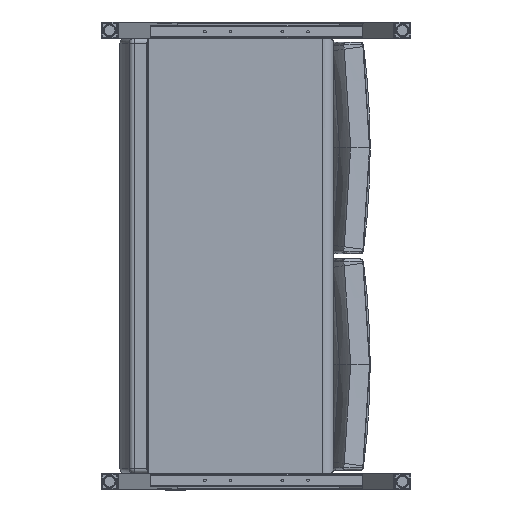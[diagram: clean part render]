
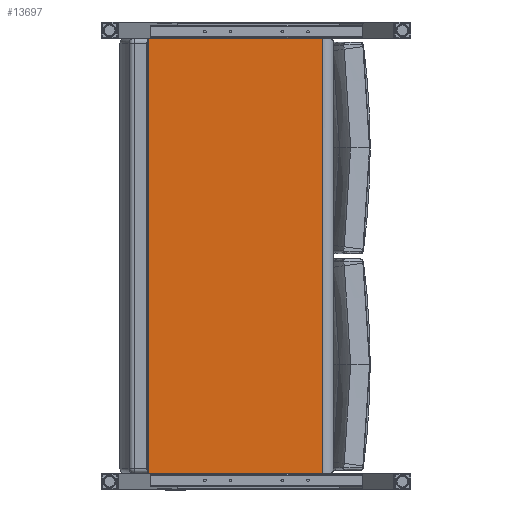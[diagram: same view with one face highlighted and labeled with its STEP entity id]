
A CAD part, front view. The second image highlights one B-rep face of the part: STEP entity #13697.
In plain terms, the highlighted face is planar.
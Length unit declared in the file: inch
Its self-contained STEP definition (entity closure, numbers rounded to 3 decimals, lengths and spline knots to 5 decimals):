
#819=PLANE('',#14808);
#1574=LINE('',#20050,#2353);
#1590=LINE('',#20184,#2369);
#1596=LINE('',#20271,#2375);
#1597=LINE('',#20273,#2376);
#2353=VECTOR('',#16258,0.3937);
#2369=VECTOR('',#16334,0.3937);
#2375=VECTOR('',#16396,0.3937);
#2376=VECTOR('',#16399,0.3937);
#3573=FACE_OUTER_BOUND('',#4529,.T.);
#4529=EDGE_LOOP('',(#9669,#9670,#9671,#9672));
#6281=VERTEX_POINT('',#20038);
#6282=VERTEX_POINT('',#20049);
#6306=VERTEX_POINT('',#20172);
#6307=VERTEX_POINT('',#20183);
#7482=EDGE_CURVE('',#6281,#6282,#1574,.T.);
#7521=EDGE_CURVE('',#6306,#6307,#1590,.T.);
#7546=EDGE_CURVE('',#6306,#6282,#1596,.T.);
#7547=EDGE_CURVE('',#6307,#6281,#1597,.T.);
#9669=ORIENTED_EDGE('',*,*,#7482,.F.);
#9670=ORIENTED_EDGE('',*,*,#7547,.F.);
#9671=ORIENTED_EDGE('',*,*,#7521,.F.);
#9672=ORIENTED_EDGE('',*,*,#7546,.T.);
#13697=ADVANCED_FACE('',(#3573),#819,.T.);
#14808=AXIS2_PLACEMENT_3D('',#20272,#16397,#16398);
#16258=DIRECTION('',(1.,0.,0.));
#16334=DIRECTION('',(-1.,0.,0.));
#16396=DIRECTION('',(0.,0.,1.));
#16397=DIRECTION('center_axis',(0.,-1.,0.));
#16398=DIRECTION('ref_axis',(1.,0.,0.));
#16399=DIRECTION('',(0.,0.,1.));
#20038=CARTESIAN_POINT('',(-12.08332,0.79731,42.21618));
#20049=CARTESIAN_POINT('',(4.79085,0.79731,42.21618));
#20050=CARTESIAN_POINT('',(-9.14642,0.79731,42.21618));
#20172=CARTESIAN_POINT('',(4.79085,0.79731,0.03382));
#20183=CARTESIAN_POINT('',(-12.08332,0.79731,0.03382));
#20184=CARTESIAN_POINT('',(-9.14642,0.79731,0.03382));
#20271=CARTESIAN_POINT('',(4.79085,0.79731,0.));
#20272=CARTESIAN_POINT('Origin',(-12.08332,0.79731,0.));
#20273=CARTESIAN_POINT('',(-12.08332,0.79731,0.));
